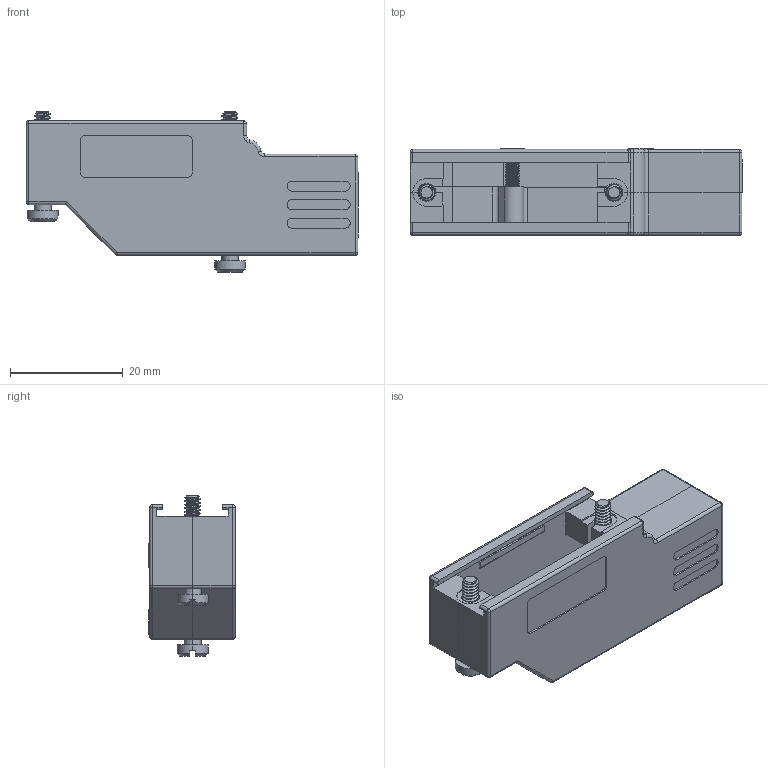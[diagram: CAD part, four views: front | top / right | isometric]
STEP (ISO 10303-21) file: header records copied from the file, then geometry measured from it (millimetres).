
FILE_DESCRIPTION (( 'STEP AP214' ), '1' );
FILE_NAME ('6688-9598.STEP', '2023-03-31T07:53:33', ( '' ), ( '' ), 'SwSTEP 2.0', 'SolidWorks 2021', '' );
FILE_SCHEMA (( 'AUTOMOTIVE_DESIGN' ));
Length unit declared in the file: millimetre
Products named in the file (7): 6805-0501-12; 6688-9598; 6826-0128-13; 6805-0501-02; 6855-0115-03; 6826-0128-11; 6522-0121-05 (7mm)
Assembly tree (9 placements, depth 2):
  6688-9598
    6805-0501-12
    6805-0501-02
    6855-0115-03  x3
    6826-0128-11
    6826-0128-13
    6522-0121-05 (7mm)  x2
Bounding box: 59 x 15.4 x 28.5 mm (x, y, z)
Volume: 7734.9 mm3; surface area: 11582.3 mm2
Topology: 9 solids, 9 shells, 891 faces, 2423 edges, 1568 vertices
Faces by surface type: cylinder 454, plane 336, cone 47, bspline 28, torus 18, sphere 8
Entity records: 33600 total; most frequent: CARTESIAN_POINT 17190, ORIENTED_EDGE 3658, DIRECTION 3137, EDGE_CURVE 1829, VERTEX_POINT 1185, AXIS2_PLACEMENT_3D 1081, VECTOR 975, LINE 975
